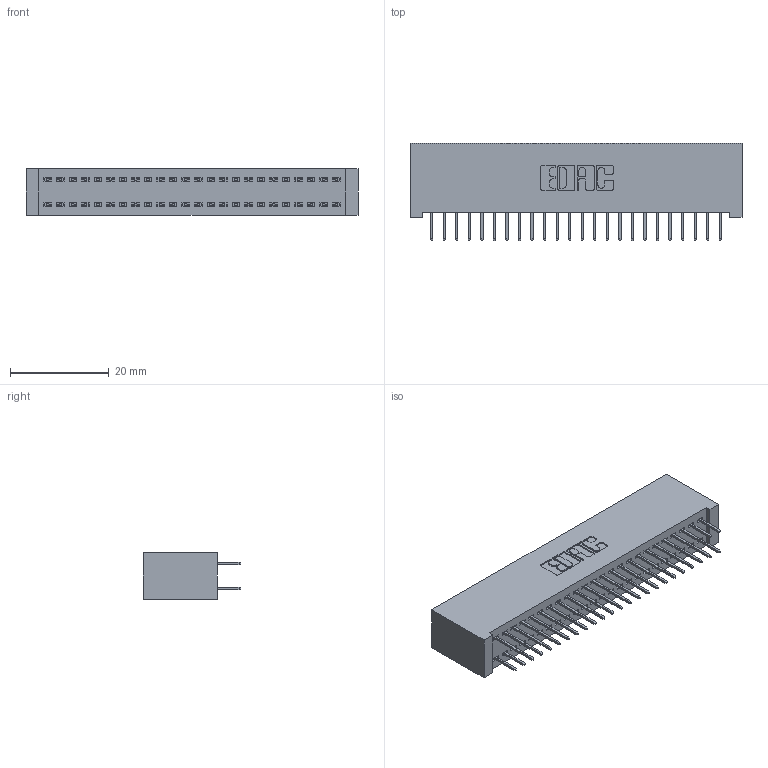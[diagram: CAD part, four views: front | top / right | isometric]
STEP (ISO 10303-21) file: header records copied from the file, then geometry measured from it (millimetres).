
FILE_DESCRIPTION (( 'STEP AP203' ), '1' );
FILE_NAME ('392-048-524-201.STEP', '2019-10-08T00:57:45', ( '' ), ( '' ), 'SwSTEP 2.0', 'SolidWorks 2016', '' );
FILE_SCHEMA (( 'CONFIG_CONTROL_DESIGN' ));
Length unit declared in the file: inch
Products named in the file (3): 342 Part_Lugless; 345-292-001_345-293-124; 392-048-524-201
Assembly tree (49 placements, depth 2):
  392-048-524-201
    342 Part_Lugless
    345-292-001_345-293-124  x48
Bounding box: 67.21 x 19.69 x 9.4 mm (x, y, z)
Volume: 6320.3 mm3; surface area: 10101.7 mm2
Topology: 49 solids, 49 shells, 2790 faces, 7907 edges, 5078 vertices
Faces by surface type: plane 2078, cylinder 712
Entity records: 17433 total; most frequent: CARTESIAN_POINT 2906, ORIENTED_EDGE 2842, DIRECTION 2509, EDGE_CURVE 1421, VECTOR 1305, LINE 1305, VERTEX_POINT 942, AXIS2_PLACEMENT_3D 602
